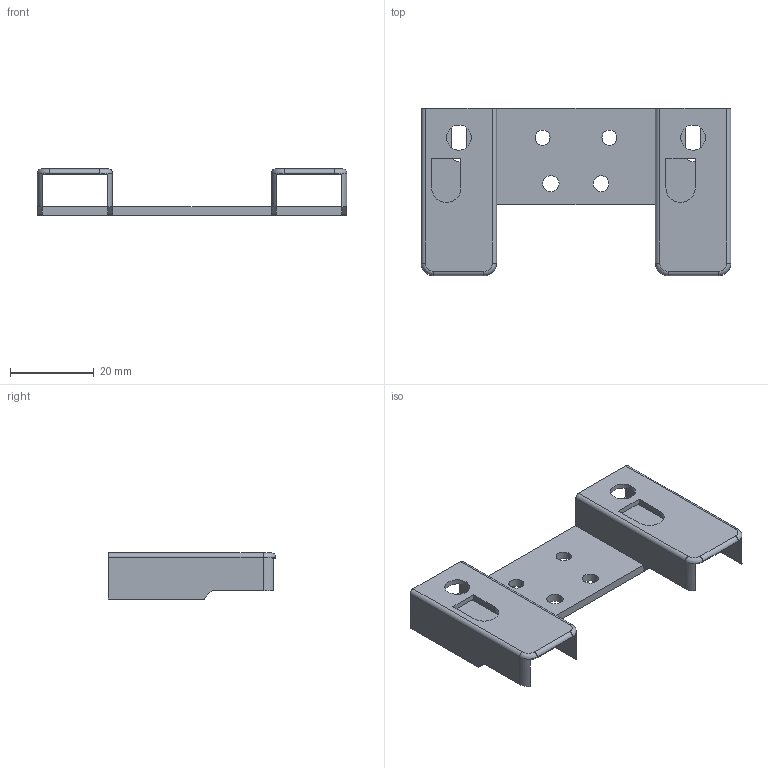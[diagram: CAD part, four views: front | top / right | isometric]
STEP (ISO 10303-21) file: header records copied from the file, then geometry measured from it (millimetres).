
FILE_DESCRIPTION(('FreeCAD Model'),'2;1');
FILE_NAME('Open CASCADE Shape Model','2021-06-12T19:25:36',('Author'),( ''),'Open CASCADE STEP processor 7.4','FreeCAD','Unknown');
FILE_SCHEMA(('AUTOMOTIVE_DESIGN { 1 0 10303 214 1 1 1 1 }'));
Length unit declared in the file: millimetre
Products named in the file (1): Pocket007
Bounding box: 74 x 40 x 11 mm (x, y, z)
Volume: 6092.5 mm3; surface area: 8849.3 mm2
Topology: 1 solids, 1 shells, 64 faces, 184 edges, 120 vertices
Faces by surface type: plane 38, cylinder 22, torus 4
Full cylindrical faces by diameter (mm): 3.6 x2, 3.758 x1, 3.888 x1, 6 x2
Entity records: 4584 total; most frequent: CARTESIAN_POINT 909, DIRECTION 672, LINE 420, VECTOR 420, ORIENTED_EDGE 368, PCURVE 368, DEFINITIONAL_REPRESENTATION 368, EDGE_CURVE 184
